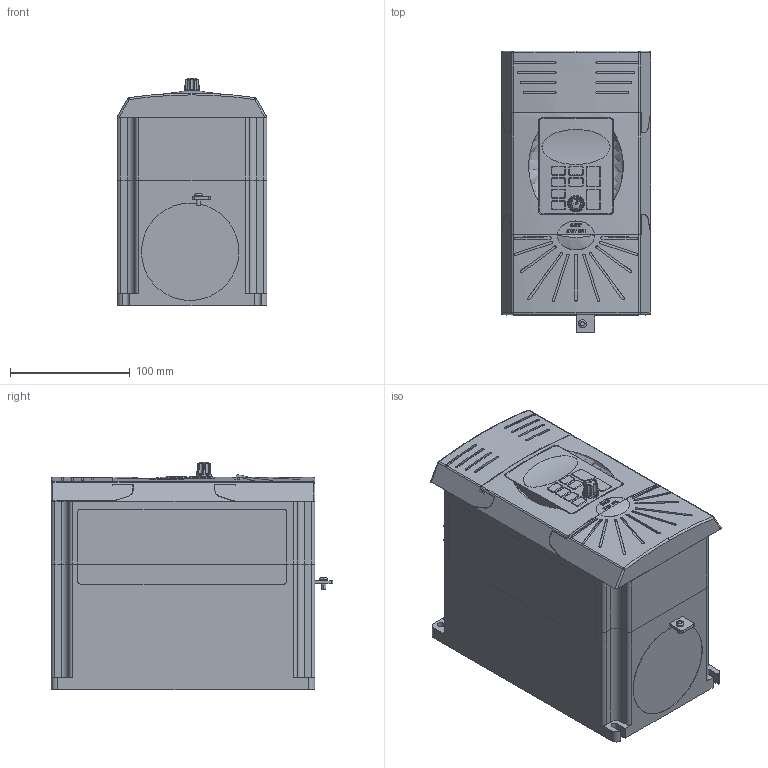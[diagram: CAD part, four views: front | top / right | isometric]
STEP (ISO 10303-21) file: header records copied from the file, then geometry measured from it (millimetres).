
FILE_DESCRIPTION (( 'STEP AP214' ), '1' );
FILE_NAME ('GS2-55P0.step', '2014-07-21T20:31:14', ( '' ), ( '' ), 'SwSTEP 2.0', 'SolidWorks 2013', '' );
FILE_SCHEMA (( 'AUTOMOTIVE_DESIGN' ));
Length unit declared in the file: inch
Products named in the file (1): GS2-55P0
Bounding box: 124.97 x 234.95 x 190.11 mm (x, y, z)
Volume: 4636420.2 mm3; surface area: 226303.6 mm2
Topology: 1 solids, 1 shells, 789 faces, 2034 edges, 1296 vertices
Faces by surface type: plane 355, cylinder 218, bspline 141, torus 47, sphere 22, cone 6
Entity records: 37172 total; most frequent: CARTESIAN_POINT 13793, ORIENTED_EDGE 4060, DIRECTION 3400, EDGE_CURVE 2030, VERTEX_POINT 1296, AXIS2_PLACEMENT_3D 1150, VECTOR 1100, LINE 1100
